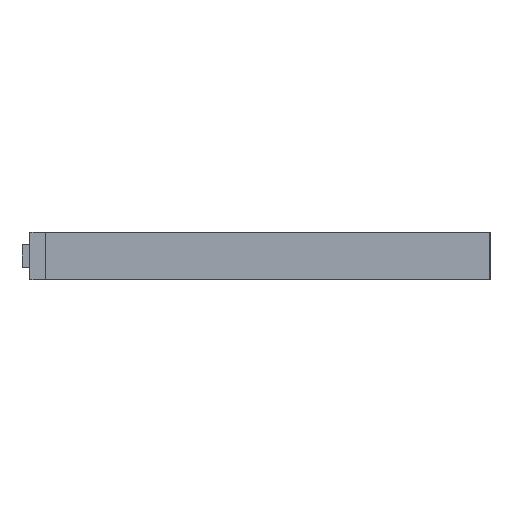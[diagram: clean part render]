
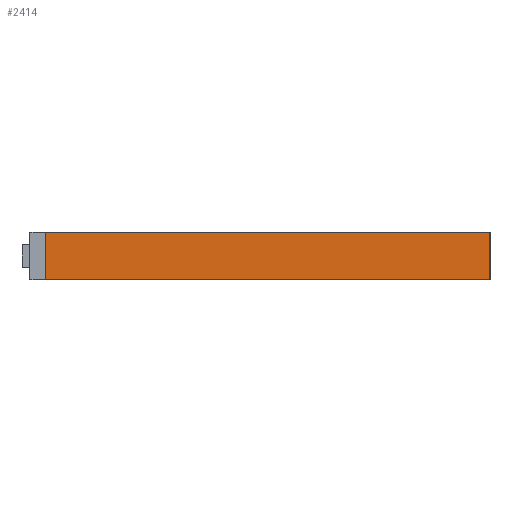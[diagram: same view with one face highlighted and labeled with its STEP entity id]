
A CAD part, left-side view. The second image highlights one B-rep face of the part: STEP entity #2414.
In plain terms, the highlighted planar face has unit normal (-1, 0, 0).
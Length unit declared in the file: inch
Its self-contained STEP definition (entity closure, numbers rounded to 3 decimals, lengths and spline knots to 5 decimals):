
#3 = ORIENTED_EDGE ( 'NONE', *, *, #1625, .T. ) ;
#6 = ORIENTED_EDGE ( 'NONE', *, *, #1611, .F. ) ;
#42 = VECTOR ( 'NONE', #1935, 39.37008 ) ;
#136 = ORIENTED_EDGE ( 'NONE', *, *, #1626, .T. ) ;
#176 = ORIENTED_EDGE ( 'NONE', *, *, #1624, .T. ) ;
#480 = LINE ( 'NONE', #1934, #42 ) ;
#535 = VERTEX_POINT ( 'NONE', #1299 ) ;
#583 = VERTEX_POINT ( 'NONE', #1292 ) ;
#636 = EDGE_LOOP ( 'NONE', ( #176, #3, #136, #6 ) ) ;
#829 = VERTEX_POINT ( 'NONE', #1718 ) ;
#835 = VERTEX_POINT ( 'NONE', #2355 ) ;
#902 = VECTOR ( 'NONE', #1962, 39.37008 ) ;
#904 = VECTOR ( 'NONE', #1963, 39.37008 ) ;
#905 = LINE ( 'NONE', #1964, #906 ) ;
#906 = VECTOR ( 'NONE', #1965, 39.37008 ) ;
#925 = LINE ( 'NONE', #1960, #902 ) ;
#961 = FACE_OUTER_BOUND ( 'NONE', #636, .T. ) ;
#1023 = LINE ( 'NONE', #1952, #904 ) ;
#1292 = CARTESIAN_POINT ( 'NONE',  ( -2.5, 1.3745, 0. ) ) ;
#1299 = CARTESIAN_POINT ( 'NONE',  ( -2.5, -2.125, 0. ) ) ;
#1611 = EDGE_CURVE ( 'NONE', #583, #535, #480, .T. ) ;
#1624 = EDGE_CURVE ( 'NONE', #583, #835, #925, .T. ) ;
#1625 = EDGE_CURVE ( 'NONE', #835, #829, #1023, .T. ) ;
#1626 = EDGE_CURVE ( 'NONE', #829, #535, #905, .T. ) ;
#1692 = AXIS2_PLACEMENT_3D ( 'NONE', #2273, #2284, #2285 ) ;
#1718 = CARTESIAN_POINT ( 'NONE',  ( -2.5, -2.125, -0.375 ) ) ;
#1934 = CARTESIAN_POINT ( 'NONE',  ( -2.5, 1.5, 0. ) ) ;
#1935 = DIRECTION ( 'NONE',  ( 0., -1., 0. ) ) ;
#1952 = CARTESIAN_POINT ( 'NONE',  ( -2.5, 1.5, -0.375 ) ) ;
#1960 = CARTESIAN_POINT ( 'NONE',  ( -2.5, 1.3745, 0. ) ) ;
#1962 = DIRECTION ( 'NONE',  ( 0., 0., -1. ) ) ;
#1963 = DIRECTION ( 'NONE',  ( 0., -1., 0. ) ) ;
#1964 = CARTESIAN_POINT ( 'NONE',  ( -2.5, -2.125, -0.375 ) ) ;
#1965 = DIRECTION ( 'NONE',  ( 0., 0., 1. ) ) ;
#2273 = CARTESIAN_POINT ( 'NONE',  ( -2.5, 1.5, -0.375 ) ) ;
#2282 = PLANE ( 'NONE',  #1692 ) ;
#2284 = DIRECTION ( 'NONE',  ( 1., 0., 0. ) ) ;
#2285 = DIRECTION ( 'NONE',  ( 0., 1., 0. ) ) ;
#2355 = CARTESIAN_POINT ( 'NONE',  ( -2.5, 1.3745, -0.375 ) ) ;
#2414 = ADVANCED_FACE ( 'NONE', ( #961 ), #2282, .F. ) ;
